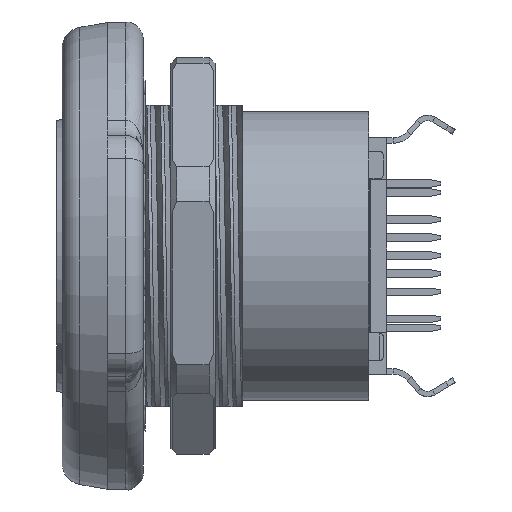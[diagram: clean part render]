
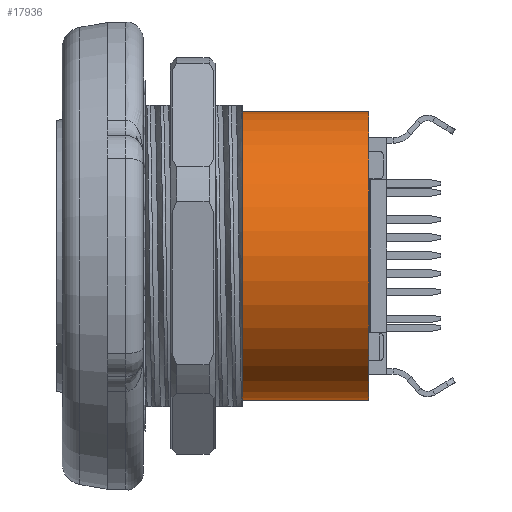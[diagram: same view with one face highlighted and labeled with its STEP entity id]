
A CAD part, left-side view. The second image highlights one B-rep face of the part: STEP entity #17936.
In plain terms, the highlighted cylindrical face has radius 8 mm (diameter 16 mm), a full revolution.
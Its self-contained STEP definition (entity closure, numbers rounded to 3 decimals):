
#957=CYLINDRICAL_SURFACE('',#19309,8.);
#1788=FACE_OUTER_BOUND('',#2803,.T.);
#2803=EDGE_LOOP('',(#15652,#15653,#15654,#15655));
#3368=CIRCLE('',#19302,8.);
#3372=CIRCLE('',#19310,8.);
#4958=LINE('',#36919,#6728);
#6728=VECTOR('',#23191,8.);
#8450=VERTEX_POINT('',#36905);
#8453=VERTEX_POINT('',#36917);
#10900=EDGE_CURVE('',#8450,#8450,#3368,.T.);
#10905=EDGE_CURVE('',#8453,#8453,#3372,.T.);
#10906=EDGE_CURVE('',#8453,#8450,#4958,.T.);
#15652=ORIENTED_EDGE('',*,*,#10905,.F.);
#15653=ORIENTED_EDGE('',*,*,#10906,.T.);
#15654=ORIENTED_EDGE('',*,*,#10900,.T.);
#15655=ORIENTED_EDGE('',*,*,#10906,.F.);
#17936=ADVANCED_FACE('',(#1788),#957,.T.);
#19302=AXIS2_PLACEMENT_3D('',#36906,#23172,#23173);
#19309=AXIS2_PLACEMENT_3D('',#36916,#23187,#23188);
#19310=AXIS2_PLACEMENT_3D('',#36918,#23189,#23190);
#23172=DIRECTION('center_axis',(0.,-1.,0.));
#23173=DIRECTION('ref_axis',(1.,0.,0.));
#23187=DIRECTION('center_axis',(0.,-1.,0.));
#23188=DIRECTION('ref_axis',(1.,0.,0.));
#23189=DIRECTION('center_axis',(0.,-1.,0.));
#23190=DIRECTION('ref_axis',(1.,0.,0.));
#23191=DIRECTION('',(0.,1.,0.));
#36905=CARTESIAN_POINT('',(-8.,-10.,0.));
#36906=CARTESIAN_POINT('Origin',(0.,-10.,0.));
#36916=CARTESIAN_POINT('Origin',(0.,-14.5,0.));
#36917=CARTESIAN_POINT('',(-8.,-17.,0.));
#36918=CARTESIAN_POINT('Origin',(0.,-17.,0.));
#36919=CARTESIAN_POINT('',(-8.,-14.5,0.));
